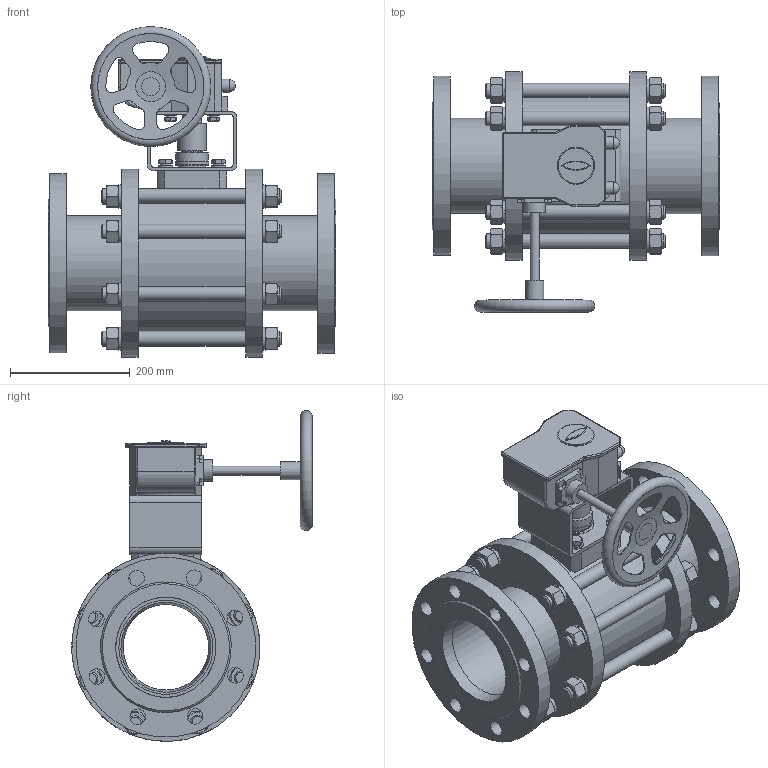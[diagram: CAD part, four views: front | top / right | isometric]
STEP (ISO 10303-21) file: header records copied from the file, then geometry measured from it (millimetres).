
FILE_DESCRIPTION(('STEP AP203'), '1');
FILE_NAME('扰鳧 _ 埡39.111.150.000', '', ('UNSPECIFIED'), ('UNSPECIFIED'), 'ASCON STEP Converter 1.6', 'ASCON Math Kernel', '');
FILE_SCHEMA(('CONFIG_CONTROL_DESIGN'));
Length unit declared in the file: millimetre
Products named in the file (1): 埡39.111.150.000
Bounding box: 480 x 400.9 x 551.4 mm (x, y, z)
Volume: 13537778 mm3; surface area: 2408095 mm2
Topology: 99 solids, 100 shells, 1217 faces, 2583 edges, 1640 vertices
Faces by surface type: plane 613, cylinder 387, cone 168, torus 41, sphere 6, bspline 2
Full cylindrical faces by diameter (mm): 2.1 x2, 8.376 x1, 8.5 x3, 10 x4, 10.2 x4, 10.5 x4, 11 x4, 12 x8, 13 x8, 15 x2, 20 x4, 20.752 x16, 22 x2, 23.8 x16, 24 x28, 26 x32, 30 x1, 31 x1, 32.3 x1, 33 x1, 36 x3, 37 x11, 44.5 x1, 45 x1, 48 x9, 50 x1, 54 x2, 60 x5, 143 x4, 144 x2
Entity records: 54515 total; most frequent: CARTESIAN_POINT 19322, DIRECTION 5120, ORIENTED_EDGE 4286, AXIS2_PLACEMENT_3D 2194, EDGE_CURVE 2143, EDGE_LOOP 1924, VERTEX_POINT 1627, COLOUR_RGB 1316
